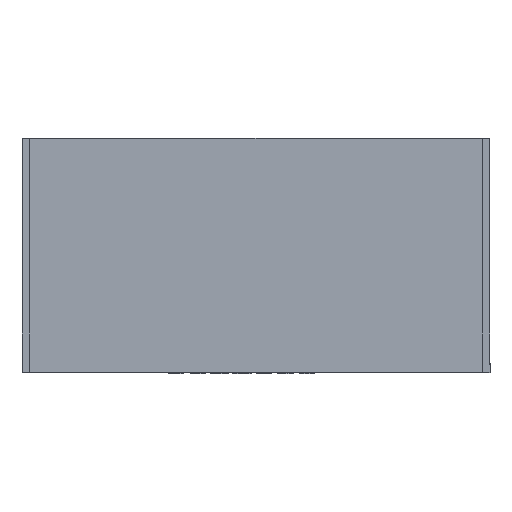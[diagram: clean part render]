
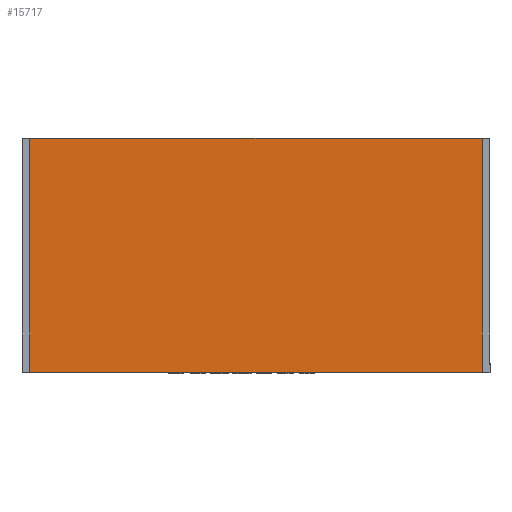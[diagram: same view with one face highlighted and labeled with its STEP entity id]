
A CAD part, top view. The second image highlights one B-rep face of the part: STEP entity #15717.
In plain terms, the highlighted face is planar.
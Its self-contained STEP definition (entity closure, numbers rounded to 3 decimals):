
#437 = DIRECTION ( 'NONE',  ( 0., -1., 0. ) ) ;
#1385 = ORIENTED_EDGE ( 'NONE', *, *, #6536, .T. ) ;
#1632 = CARTESIAN_POINT ( 'NONE',  ( 145., 150., -10. ) ) ;
#1870 = DIRECTION ( 'NONE',  ( 0., -1., 0. ) ) ;
#2962 = DIRECTION ( 'NONE',  ( 1., 0., 0. ) ) ;
#4328 = PLANE ( 'NONE',  #18932 ) ;
#4414 = DIRECTION ( 'NONE',  ( 0., 0., 1. ) ) ;
#4588 = CARTESIAN_POINT ( 'NONE',  ( -145., 0., -10. ) ) ;
#4732 = DIRECTION ( 'NONE',  ( -1., 0., 0. ) ) ;
#6536 = EDGE_CURVE ( 'NONE', #16684, #8166, #12194, .T. ) ;
#6682 = ORIENTED_EDGE ( 'NONE', *, *, #18827, .F. ) ;
#7037 = VECTOR ( 'NONE', #16452, 1000. ) ;
#7499 = EDGE_LOOP ( 'NONE', ( #17859, #17958, #6682, #1385 ) ) ;
#7977 = CARTESIAN_POINT ( 'NONE',  ( 145., 150., -10. ) ) ;
#8166 = VERTEX_POINT ( 'NONE', #18100 ) ;
#8684 = FACE_OUTER_BOUND ( 'NONE', #7499, .T. ) ;
#9607 = VERTEX_POINT ( 'NONE', #9642 ) ;
#9642 = CARTESIAN_POINT ( 'NONE',  ( -145., 150., -10. ) ) ;
#9914 = CARTESIAN_POINT ( 'NONE',  ( 145., 0., -10. ) ) ;
#10973 = LINE ( 'NONE', #18283, #14849 ) ;
#11516 = EDGE_CURVE ( 'NONE', #8166, #13400, #13034, .T. ) ;
#11601 = CARTESIAN_POINT ( 'NONE',  ( 145., 150., -10. ) ) ;
#11828 = LINE ( 'NONE', #1632, #17804 ) ;
#12194 = LINE ( 'NONE', #18140, #13882 ) ;
#12601 = EDGE_CURVE ( 'NONE', #9607, #13400, #10973, .T. ) ;
#13034 = LINE ( 'NONE', #9914, #7037 ) ;
#13400 = VERTEX_POINT ( 'NONE', #4588 ) ;
#13882 = VECTOR ( 'NONE', #437, 1000. ) ;
#14849 = VECTOR ( 'NONE', #1870, 1000. ) ;
#15717 = ADVANCED_FACE ( 'NONE', ( #8684 ), #4328, .F. ) ;
#16452 = DIRECTION ( 'NONE',  ( -1., 0., 0. ) ) ;
#16684 = VERTEX_POINT ( 'NONE', #7977 ) ;
#17804 = VECTOR ( 'NONE', #4732, 1000. ) ;
#17859 = ORIENTED_EDGE ( 'NONE', *, *, #11516, .T. ) ;
#17958 = ORIENTED_EDGE ( 'NONE', *, *, #12601, .F. ) ;
#18100 = CARTESIAN_POINT ( 'NONE',  ( 145., 0., -10. ) ) ;
#18140 = CARTESIAN_POINT ( 'NONE',  ( 145., 150., -10. ) ) ;
#18283 = CARTESIAN_POINT ( 'NONE',  ( -145., 150., -10. ) ) ;
#18827 = EDGE_CURVE ( 'NONE', #16684, #9607, #11828, .T. ) ;
#18932 = AXIS2_PLACEMENT_3D ( 'NONE', #11601, #4414, #2962 ) ;
